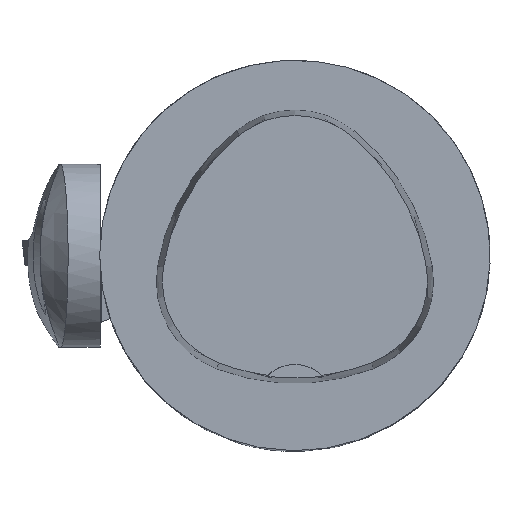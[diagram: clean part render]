
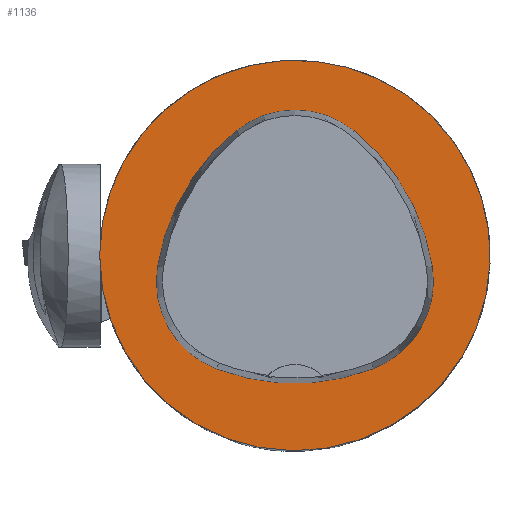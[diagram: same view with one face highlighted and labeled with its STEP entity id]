
A CAD part, top view. The second image highlights one B-rep face of the part: STEP entity #1136.
In plain terms, the highlighted planar face has unit normal (0, 0, 1).
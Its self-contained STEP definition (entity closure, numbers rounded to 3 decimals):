
#785=PLANE('',#7559);
#1136=ADVANCED_FACE('',(#1306,#1307),#785,.T.);
#1306=FACE_BOUND('',#1682,.T.);
#1307=FACE_BOUND('',#1683,.T.);
#1682=EDGE_LOOP('',(#5036,#5037,#5038,#5039,#5040,#5041));
#1683=EDGE_LOOP('',(#5042));
#1817=CIRCLE('',#7070,25.);
#1978=CIRCLE('',#7537,28.);
#1980=CIRCLE('',#7540,12.);
#1982=CIRCLE('',#7543,28.);
#1984=CIRCLE('',#7546,12.);
#1988=CIRCLE('',#7551,28.);
#1990=CIRCLE('',#7554,12.);
#5036=ORIENTED_EDGE('',*,*,#6794,.T.);
#5037=ORIENTED_EDGE('',*,*,#6774,.T.);
#5038=ORIENTED_EDGE('',*,*,#6778,.T.);
#5039=ORIENTED_EDGE('',*,*,#6781,.T.);
#5040=ORIENTED_EDGE('',*,*,#6784,.T.);
#5041=ORIENTED_EDGE('',*,*,#6792,.T.);
#5042=ORIENTED_EDGE('',*,*,#5986,.F.);
#5334=VERTEX_POINT('',#9915);
#5859=VERTEX_POINT('',#11662);
#5860=VERTEX_POINT('',#11663);
#5863=VERTEX_POINT('',#11671);
#5865=VERTEX_POINT('',#11677);
#5867=VERTEX_POINT('',#11683);
#5874=VERTEX_POINT('',#11704);
#5986=EDGE_CURVE('',#5334,#5334,#1817,.T.);
#6774=EDGE_CURVE('',#5859,#5860,#1978,.T.);
#6778=EDGE_CURVE('',#5860,#5863,#1980,.T.);
#6781=EDGE_CURVE('',#5863,#5865,#1982,.T.);
#6784=EDGE_CURVE('',#5865,#5867,#1984,.T.);
#6792=EDGE_CURVE('',#5867,#5874,#1988,.T.);
#6794=EDGE_CURVE('',#5874,#5859,#1990,.T.);
#7070=AXIS2_PLACEMENT_3D('',#9914,#7725,#7726);
#7537=AXIS2_PLACEMENT_3D('',#11661,#9250,#9251);
#7540=AXIS2_PLACEMENT_3D('',#11670,#9258,#9259);
#7543=AXIS2_PLACEMENT_3D('',#11676,#9265,#9266);
#7546=AXIS2_PLACEMENT_3D('',#11682,#9272,#9273);
#7551=AXIS2_PLACEMENT_3D('',#11705,#9284,#9285);
#7554=AXIS2_PLACEMENT_3D('',#11708,#9290,#9291);
#7559=AXIS2_PLACEMENT_3D('',#11713,#9300,#9301);
#7725=DIRECTION('',(0.,0.,-1.));
#7726=DIRECTION('',(-1.,0.,0.));
#9250=DIRECTION('',(0.,0.,-1.));
#9251=DIRECTION('',(-1.,0.,0.));
#9258=DIRECTION('',(0.,0.,-1.));
#9259=DIRECTION('',(-1.,0.,0.));
#9265=DIRECTION('',(0.,0.,-1.));
#9266=DIRECTION('',(-1.,0.,0.));
#9272=DIRECTION('',(0.,0.,-1.));
#9273=DIRECTION('',(-1.,0.,0.));
#9284=DIRECTION('',(0.,0.,-1.));
#9285=DIRECTION('',(-1.,0.,0.));
#9290=DIRECTION('',(0.,0.,-1.));
#9291=DIRECTION('',(-1.,0.,0.));
#9300=DIRECTION('',(0.,0.,1.));
#9301=DIRECTION('',(1.,0.,0.));
#9914=CARTESIAN_POINT('',(0.,0.,0.));
#9915=CARTESIAN_POINT('',(-25.,0.,0.));
#11661=CARTESIAN_POINT('',(10.068,-5.824,0.));
#11662=CARTESIAN_POINT('',(-17.584,-1.424,0.));
#11663=CARTESIAN_POINT('',(-7.531,15.953,0.));
#11670=CARTESIAN_POINT('',(0.011,6.62,0.));
#11671=CARTESIAN_POINT('',(7.567,15.942,0.));
#11676=CARTESIAN_POINT('',(-10.063,-5.81,0.));
#11677=CARTESIAN_POINT('',(17.59,-1.418,0.));
#11682=CARTESIAN_POINT('',(5.739,-3.3,0.));
#11683=CARTESIAN_POINT('',(10.05,-14.499,0.));
#11704=CARTESIAN_POINT('',(-10.025,-14.516,0.));
#11705=CARTESIAN_POINT('',(-0.01,11.631,0.));
#11708=CARTESIAN_POINT('',(-5.733,-3.31,0.));
#11713=CARTESIAN_POINT('',(0.,0.,0.));
